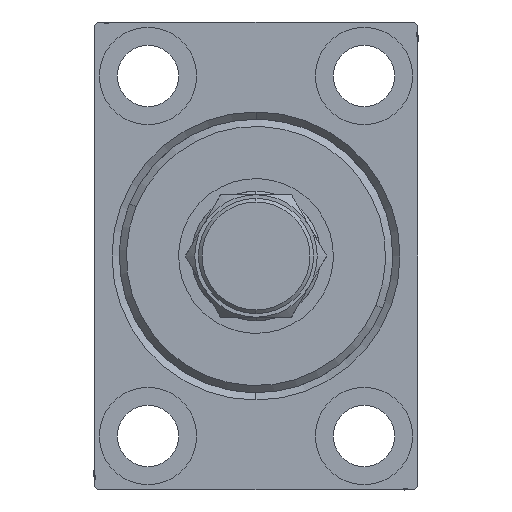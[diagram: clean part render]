
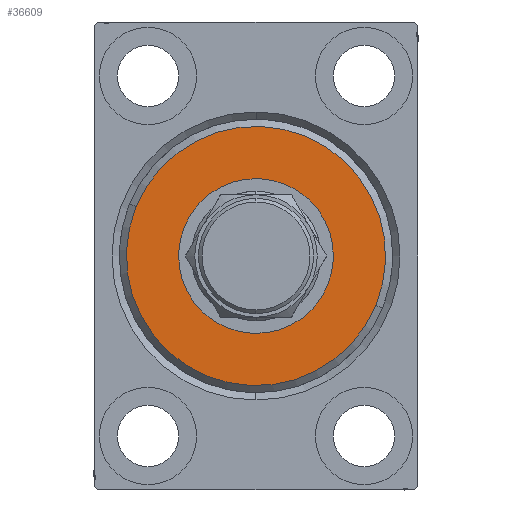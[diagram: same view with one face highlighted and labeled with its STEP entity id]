
A CAD part, left-side view. The second image highlights one B-rep face of the part: STEP entity #36609.
In plain terms, the highlighted face is planar.
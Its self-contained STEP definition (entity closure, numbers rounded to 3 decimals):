
#260 = CARTESIAN_POINT ( 'NONE',  ( 3., 0., 0. ) ) ;
#2295 = CARTESIAN_POINT ( 'NONE',  ( 3., 0., -18. ) ) ;
#3536 = AXIS2_PLACEMENT_3D ( 'NONE', #260, #27627, #31979 ) ;
#4361 = DIRECTION ( 'NONE',  ( -1., 0., 0. ) ) ;
#7134 = CARTESIAN_POINT ( 'NONE',  ( 3., 0., 0. ) ) ;
#9136 = EDGE_CURVE ( 'NONE', #24551, #20757, #9247, .T. ) ;
#9247 = CIRCLE ( 'NONE', #16570, 10.75 ) ;
#9406 = ORIENTED_EDGE ( 'NONE', *, *, #9136, .T. ) ;
#9477 = ORIENTED_EDGE ( 'NONE', *, *, #16776, .T. ) ;
#11730 = CIRCLE ( 'NONE', #37402, 10.75 ) ;
#15528 = CARTESIAN_POINT ( 'NONE',  ( 3., 0., 18. ) ) ;
#16570 = AXIS2_PLACEMENT_3D ( 'NONE', #7134, #24612, #21610 ) ;
#16776 = EDGE_CURVE ( 'NONE', #26424, #29469, #23415, .T. ) ;
#17528 = CARTESIAN_POINT ( 'NONE',  ( 3., 0., 0. ) ) ;
#18221 = AXIS2_PLACEMENT_3D ( 'NONE', #17528, #31301, #45311 ) ;
#19367 = DIRECTION ( 'NONE',  ( 0., 0., -1. ) ) ;
#20647 = EDGE_LOOP ( 'NONE', ( #9406, #25446 ) ) ;
#20757 = VERTEX_POINT ( 'NONE', #27710 ) ;
#21422 = PLANE ( 'NONE',  #18221 ) ;
#21610 = DIRECTION ( 'NONE',  ( 0., 0., -1. ) ) ;
#21840 = CARTESIAN_POINT ( 'NONE',  ( 3., 0., 0. ) ) ;
#23415 = CIRCLE ( 'NONE', #39547, 18. ) ;
#24093 = CIRCLE ( 'NONE', #3536, 18. ) ;
#24551 = VERTEX_POINT ( 'NONE', #29894 ) ;
#24612 = DIRECTION ( 'NONE',  ( -1., 0., 0. ) ) ;
#25446 = ORIENTED_EDGE ( 'NONE', *, *, #40736, .T. ) ;
#26424 = VERTEX_POINT ( 'NONE', #2295 ) ;
#27627 = DIRECTION ( 'NONE',  ( 1., 0., 0. ) ) ;
#27710 = CARTESIAN_POINT ( 'NONE',  ( 3., 0., -10.75 ) ) ;
#28517 = DIRECTION ( 'NONE',  ( 0., 0., -1. ) ) ;
#29469 = VERTEX_POINT ( 'NONE', #15528 ) ;
#29894 = CARTESIAN_POINT ( 'NONE',  ( 3., 0., 10.75 ) ) ;
#30831 = DIRECTION ( 'NONE',  ( 1., 0., 0. ) ) ;
#31301 = DIRECTION ( 'NONE',  ( 1., 0., 0. ) ) ;
#31979 = DIRECTION ( 'NONE',  ( 0., 0., -1. ) ) ;
#33025 = EDGE_LOOP ( 'NONE', ( #41860, #9477 ) ) ;
#34756 = FACE_OUTER_BOUND ( 'NONE', #33025, .T. ) ;
#36609 = ADVANCED_FACE ( 'NONE', ( #34756, #37963 ), #21422, .T. ) ;
#36628 = EDGE_CURVE ( 'NONE', #29469, #26424, #24093, .T. ) ;
#37402 = AXIS2_PLACEMENT_3D ( 'NONE', #21840, #4361, #28517 ) ;
#37963 = FACE_BOUND ( 'NONE', #20647, .T. ) ;
#39547 = AXIS2_PLACEMENT_3D ( 'NONE', #40719, #30831, #19367 ) ;
#40719 = CARTESIAN_POINT ( 'NONE',  ( 3., 0., 0. ) ) ;
#40736 = EDGE_CURVE ( 'NONE', #20757, #24551, #11730, .T. ) ;
#41860 = ORIENTED_EDGE ( 'NONE', *, *, #36628, .T. ) ;
#45311 = DIRECTION ( 'NONE',  ( 0., 0., -1. ) ) ;
